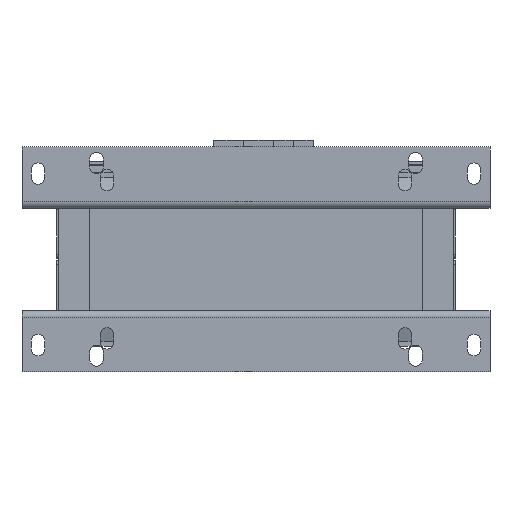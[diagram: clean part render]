
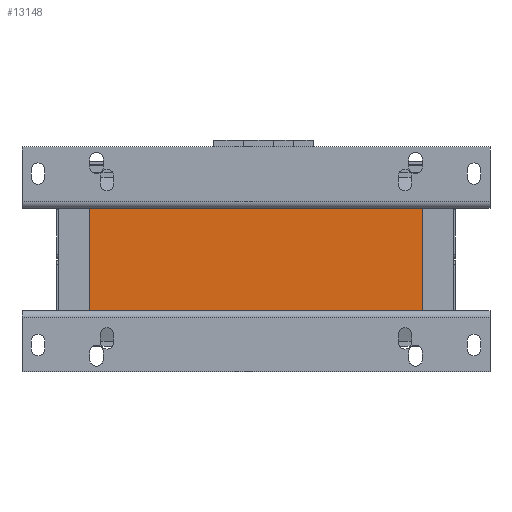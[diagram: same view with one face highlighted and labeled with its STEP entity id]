
A CAD part, front view. The second image highlights one B-rep face of the part: STEP entity #13148.
In plain terms, the highlighted planar face has unit normal (0, -1, 0).
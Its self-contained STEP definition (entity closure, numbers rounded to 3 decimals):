
#117 = PLANE ( 'NONE',  #1998 ) ;
#177 = DIRECTION ( 'NONE',  ( 0., 1., 0. ) ) ;
#671 = EDGE_CURVE ( 'Defeature ausgef�hrt4_14+Defeature ausgef�hrt4_51+Defeature ausgef�hrt4_143+Defeature ausgef�hrt4_142', #15906, #14020, #15151, .T. ) ;
#889 = VECTOR ( 'NONE', #12510, 1000. ) ;
#957 = CARTESIAN_POINT ( 'NONE',  ( -125., -125.001, -38.5 ) ) ;
#1874 = DIRECTION ( 'NONE',  ( 1., 0., 0. ) ) ;
#1885 = VERTEX_POINT ( 'NONE', #7535 ) ;
#1998 = AXIS2_PLACEMENT_3D ( 'NONE', #2945, #177, #10293 ) ;
#2014 = CARTESIAN_POINT ( 'NONE',  ( -125., -125.001, 38.5 ) ) ;
#2571 = CARTESIAN_POINT ( 'NONE',  ( 125., -125.001, 38.5 ) ) ;
#2945 = CARTESIAN_POINT ( 'NONE',  ( -125., -125.001, 38.5 ) ) ;
#4121 = CARTESIAN_POINT ( 'NONE',  ( -125., -125.001, 38.5 ) ) ;
#4125 = EDGE_CURVE ( 'Defeature ausgef�hrt4_143+Defeature ausgef�hrt4_51+Defeature ausgef�hrt4_54+Defeature ausgef�hrt4_14', #8684, #15906, #5626, .T. ) ;
#4189 = DIRECTION ( 'NONE',  ( 0., 0., -1. ) ) ;
#5626 = LINE ( 'NONE', #12056, #9271 ) ;
#6558 = LINE ( 'NONE', #4121, #10830 ) ;
#7535 = CARTESIAN_POINT ( 'NONE',  ( -125., -125.001, -38.5 ) ) ;
#8684 = VERTEX_POINT ( 'NONE', #2014 ) ;
#8789 = EDGE_CURVE ( 'Defeature ausgef�hrt4_51+Defeature ausgef�hrt4_142+Defeature ausgef�hrt4_54+Defeature ausgef�hrt4_14', #1885, #14020, #12409, .T. ) ;
#8882 = CARTESIAN_POINT ( 'NONE',  ( 125., -125.001, 38.5 ) ) ;
#9100 = ORIENTED_EDGE ( 'NONE', *, *, #671, .F. ) ;
#9271 = VECTOR ( 'NONE', #1874, 1000. ) ;
#9614 = ORIENTED_EDGE ( 'NONE', *, *, #8789, .T. ) ;
#10293 = DIRECTION ( 'NONE',  ( 0., 0., 1. ) ) ;
#10830 = VECTOR ( 'NONE', #4189, 1000. ) ;
#12056 = CARTESIAN_POINT ( 'NONE',  ( -125., -125.001, 38.5 ) ) ;
#12409 = LINE ( 'NONE', #957, #889 ) ;
#12510 = DIRECTION ( 'NONE',  ( 1., 0., 0. ) ) ;
#13148 = ADVANCED_FACE ( 'Defeature ausgef�hrt4_51', ( #14272 ), #117, .F. ) ;
#13456 = ORIENTED_EDGE ( 'NONE', *, *, #4125, .F. ) ;
#14020 = VERTEX_POINT ( 'NONE', #15302 ) ;
#14272 = FACE_OUTER_BOUND ( 'NONE', #14428, .T. ) ;
#14428 = EDGE_LOOP ( 'NONE', ( #9614, #9100, #13456, #17077 ) ) ;
#14933 = VECTOR ( 'NONE', #18501, 1000. ) ;
#15151 = LINE ( 'NONE', #2571, #14933 ) ;
#15302 = CARTESIAN_POINT ( 'NONE',  ( 125., -125.001, -38.5 ) ) ;
#15906 = VERTEX_POINT ( 'NONE', #8882 ) ;
#16830 = EDGE_CURVE ( 'Defeature ausgef�hrt4_51+Defeature ausgef�hrt4_54+Defeature ausgef�hrt4_143+Defeature ausgef�hrt4_142', #8684, #1885, #6558, .T. ) ;
#17077 = ORIENTED_EDGE ( 'NONE', *, *, #16830, .T. ) ;
#18501 = DIRECTION ( 'NONE',  ( 0., 0., -1. ) ) ;
